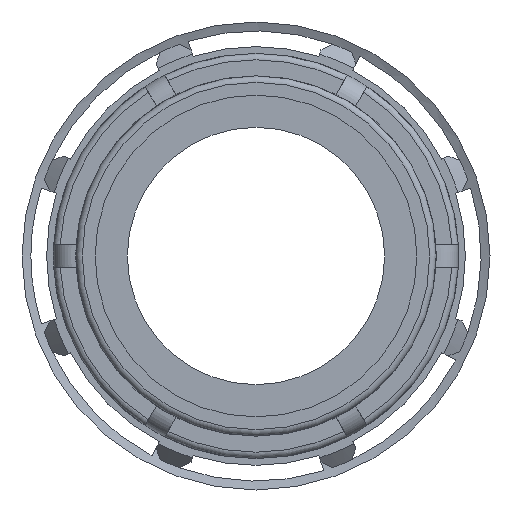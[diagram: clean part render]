
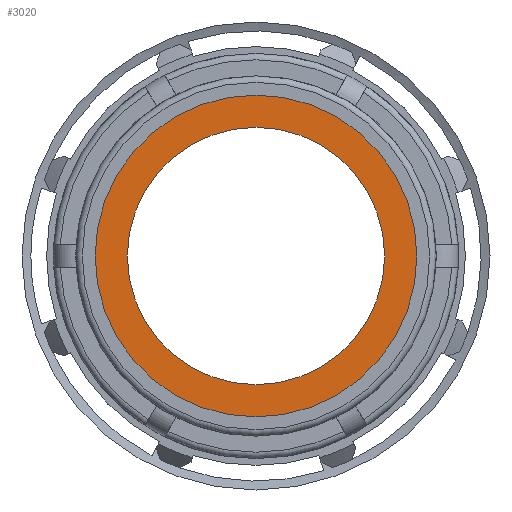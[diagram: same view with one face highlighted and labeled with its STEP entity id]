
A CAD part, left-side view. The second image highlights one B-rep face of the part: STEP entity #3020.
In plain terms, the highlighted planar face has unit normal (-1, 0, 0).
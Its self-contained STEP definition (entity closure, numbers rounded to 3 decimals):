
#80=FACE_BOUND('',#925,.T.);
#609=PLANE('',#3327);
#754=FACE_OUTER_BOUND('',#924,.T.);
#924=EDGE_LOOP('',(#2662));
#925=EDGE_LOOP('',(#2663));
#1090=CIRCLE('',#3326,44.);
#1091=CIRCLE('',#3328,55.036);
#1415=VERTEX_POINT('',#5496);
#1416=VERTEX_POINT('',#5499);
#1844=EDGE_CURVE('',#1415,#1415,#1090,.T.);
#1845=EDGE_CURVE('',#1416,#1416,#1091,.T.);
#2662=ORIENTED_EDGE('',*,*,#1845,.F.);
#2663=ORIENTED_EDGE('',*,*,#1844,.T.);
#3020=ADVANCED_FACE('',(#754,#80),#609,.T.);
#3326=AXIS2_PLACEMENT_3D('',#5497,#4137,#4138);
#3327=AXIS2_PLACEMENT_3D('',#5498,#4139,#4140);
#3328=AXIS2_PLACEMENT_3D('',#5500,#4141,#4142);
#4137=DIRECTION('center_axis',(1.,0.,0.));
#4138=DIRECTION('ref_axis',(0.,0.,-1.));
#4139=DIRECTION('center_axis',(-1.,0.,0.));
#4140=DIRECTION('ref_axis',(0.,0.,1.));
#4141=DIRECTION('center_axis',(1.,0.,0.));
#4142=DIRECTION('ref_axis',(0.,0.,-1.));
#5496=CARTESIAN_POINT('',(52.,44.,0.));
#5497=CARTESIAN_POINT('Origin',(52.,0.,0.));
#5498=CARTESIAN_POINT('Origin',(52.,55.036,0.));
#5499=CARTESIAN_POINT('',(52.,55.036,0.));
#5500=CARTESIAN_POINT('Origin',(52.,0.,0.));
